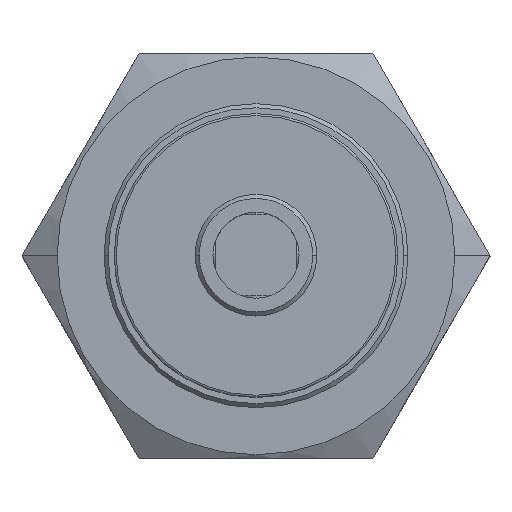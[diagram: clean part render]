
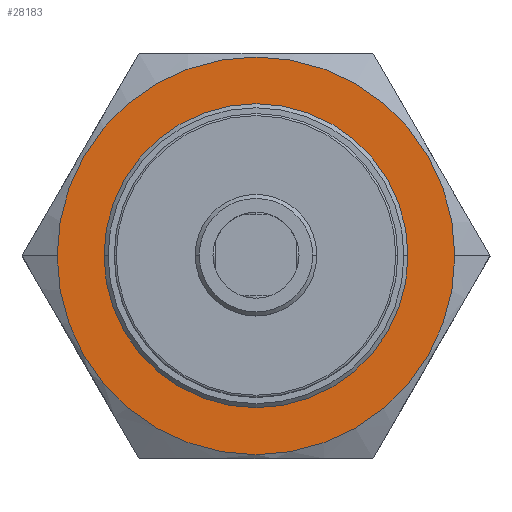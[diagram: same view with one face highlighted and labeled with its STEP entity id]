
A CAD part, top view. The second image highlights one B-rep face of the part: STEP entity #28183.
In plain terms, the highlighted planar face has unit normal (0, 0, 1).
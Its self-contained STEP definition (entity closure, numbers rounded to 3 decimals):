
#3657 = VERTEX_POINT ( 'NONE', #26502 ) ;
#5386 = ORIENTED_EDGE ( 'NONE', *, *, #6108, .T. ) ;
#5996 = DIRECTION ( 'NONE',  ( 0., 0., 1. ) ) ;
#6108 = EDGE_CURVE ( 'NONE', #33800, #28999, #24213, .T. ) ;
#6694 = ORIENTED_EDGE ( 'NONE', *, *, #12815, .F. ) ;
#7317 = VERTEX_POINT ( 'NONE', #17857 ) ;
#7357 = CARTESIAN_POINT ( 'NONE',  ( 13.706, 0., 24. ) ) ;
#8219 = DIRECTION ( 'NONE',  ( 0., 0., -1. ) ) ;
#8237 = CIRCLE ( 'NONE', #17380, 19.625 ) ;
#8604 = CIRCLE ( 'NONE', #16861, 19.625 ) ;
#9850 = CARTESIAN_POINT ( 'NONE',  ( 0., 0., 24. ) ) ;
#11345 = DIRECTION ( 'NONE',  ( 1., 0., 0. ) ) ;
#12575 = DIRECTION ( 'NONE',  ( 0., 0., -1. ) ) ;
#12698 = FACE_BOUND ( 'NONE', #29378, .T. ) ;
#12815 = EDGE_CURVE ( 'NONE', #7317, #3657, #8237, .T. ) ;
#13370 = DIRECTION ( 'NONE',  ( -1., 0., 0. ) ) ;
#13820 = CARTESIAN_POINT ( 'NONE',  ( 0., 0., 24. ) ) ;
#16755 = AXIS2_PLACEMENT_3D ( 'NONE', #9850, #12575, #20748 ) ;
#16861 = AXIS2_PLACEMENT_3D ( 'NONE', #32245, #8219, #13370 ) ;
#16947 = PLANE ( 'NONE',  #22486 ) ;
#17111 = DIRECTION ( 'NONE',  ( 0., 0., -1. ) ) ;
#17380 = AXIS2_PLACEMENT_3D ( 'NONE', #33150, #17111, #19588 ) ;
#17857 = CARTESIAN_POINT ( 'NONE',  ( -19.625, 0., 24. ) ) ;
#19528 = CIRCLE ( 'NONE', #27332, 13.706 ) ;
#19588 = DIRECTION ( 'NONE',  ( -1., 0., 0. ) ) ;
#19986 = EDGE_CURVE ( 'NONE', #3657, #7317, #8604, .T. ) ;
#20748 = DIRECTION ( 'NONE',  ( 1., 0., 0. ) ) ;
#21152 = FACE_OUTER_BOUND ( 'NONE', #23727, .T. ) ;
#21269 = ORIENTED_EDGE ( 'NONE', *, *, #22650, .T. ) ;
#22021 = CARTESIAN_POINT ( 'NONE',  ( 11.547, -20., 24. ) ) ;
#22486 = AXIS2_PLACEMENT_3D ( 'NONE', #22021, #5996, #11345 ) ;
#22650 = EDGE_CURVE ( 'NONE', #28999, #33800, #19528, .T. ) ;
#23727 = EDGE_LOOP ( 'NONE', ( #6694, #34940 ) ) ;
#24213 = CIRCLE ( 'NONE', #16755, 13.706 ) ;
#26502 = CARTESIAN_POINT ( 'NONE',  ( 19.625, 0., 24. ) ) ;
#27332 = AXIS2_PLACEMENT_3D ( 'NONE', #13820, #32582, #30189 ) ;
#28183 = ADVANCED_FACE ( 'NONE', ( #12698, #21152 ), #16947, .T. ) ;
#28730 = CARTESIAN_POINT ( 'NONE',  ( -13.706, 0., 24. ) ) ;
#28999 = VERTEX_POINT ( 'NONE', #28730 ) ;
#29378 = EDGE_LOOP ( 'NONE', ( #5386, #21269 ) ) ;
#30189 = DIRECTION ( 'NONE',  ( 1., 0., 0. ) ) ;
#32245 = CARTESIAN_POINT ( 'NONE',  ( 0., 0., 24. ) ) ;
#32582 = DIRECTION ( 'NONE',  ( 0., 0., -1. ) ) ;
#33150 = CARTESIAN_POINT ( 'NONE',  ( 0., 0., 24. ) ) ;
#33800 = VERTEX_POINT ( 'NONE', #7357 ) ;
#34940 = ORIENTED_EDGE ( 'NONE', *, *, #19986, .F. ) ;
